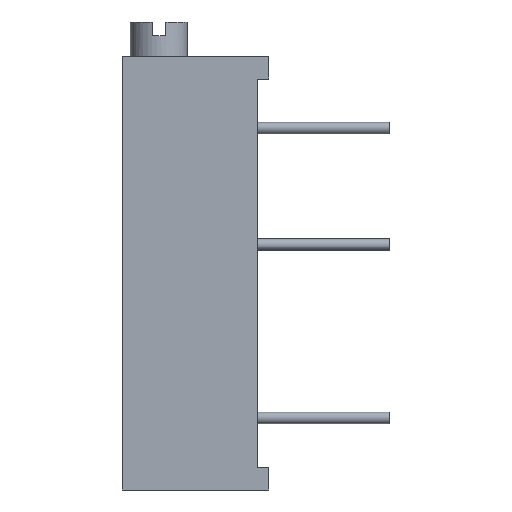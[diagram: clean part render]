
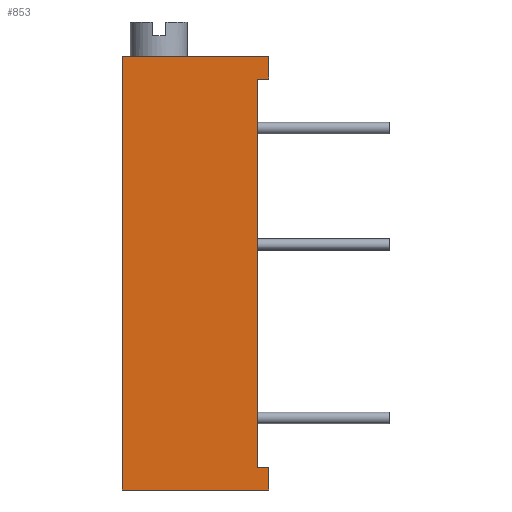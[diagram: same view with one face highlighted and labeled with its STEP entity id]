
A CAD part, left-side view. The second image highlights one B-rep face of the part: STEP entity #853.
In plain terms, the highlighted planar face has unit normal (-1, 0, 0).
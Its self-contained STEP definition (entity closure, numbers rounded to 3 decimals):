
#107=ORIENTED_EDGE('',*,*,#225,.F.);
#108=ORIENTED_EDGE('',*,*,#247,.F.);
#109=ORIENTED_EDGE('',*,*,#244,.F.);
#110=ORIENTED_EDGE('',*,*,#238,.F.);
#111=ORIENTED_EDGE('',*,*,#235,.F.);
#112=ORIENTED_EDGE('',*,*,#232,.F.);
#113=ORIENTED_EDGE('',*,*,#215,.F.);
#114=ORIENTED_EDGE('',*,*,#229,.F.);
#215=EDGE_CURVE('',#294,#295,#344,.T.);
#225=EDGE_CURVE('',#304,#305,#353,.T.);
#229=EDGE_CURVE('',#305,#294,#357,.T.);
#232=EDGE_CURVE('',#295,#309,#359,.T.);
#235=EDGE_CURVE('',#309,#311,#362,.T.);
#238=EDGE_CURVE('',#311,#313,#365,.T.);
#244=EDGE_CURVE('',#313,#318,#368,.T.);
#247=EDGE_CURVE('',#318,#304,#371,.T.);
#294=VERTEX_POINT('',#1295);
#295=VERTEX_POINT('',#1296);
#304=VERTEX_POINT('',#1317);
#305=VERTEX_POINT('',#1318);
#309=VERTEX_POINT('',#1331);
#311=VERTEX_POINT('',#1337);
#313=VERTEX_POINT('',#1343);
#318=VERTEX_POINT('',#1355);
#344=LINE('',#1294,#402);
#353=LINE('',#1316,#411);
#357=LINE('',#1325,#415);
#359=LINE('',#1330,#417);
#362=LINE('',#1336,#420);
#365=LINE('',#1342,#423);
#368=LINE('',#1354,#426);
#371=LINE('',#1360,#429);
#402=VECTOR('',#936,1000.);
#411=VECTOR('',#951,1000.);
#415=VECTOR('',#957,1000.);
#417=VECTOR('',#963,1000.);
#420=VECTOR('',#968,1000.);
#423=VECTOR('',#973,1000.);
#426=VECTOR('',#984,1000.);
#429=VECTOR('',#989,1000.);
#474=EDGE_LOOP('',(#107,#108,#109,#110,#111,#112,#113,#114));
#522=FACE_BOUND('',#474,.T.);
#563=PLANE('',#900);
#853=ADVANCED_FACE('',(#522),#563,.F.);
#900=AXIS2_PLACEMENT_3D('',#1363,#993,#994);
#936=DIRECTION('',(0.,0.,1.));
#951=DIRECTION('',(0.,0.,-1.));
#957=DIRECTION('',(0.,1.,0.));
#963=DIRECTION('',(0.,-1.,0.));
#968=DIRECTION('',(0.,0.,-1.));
#973=DIRECTION('',(0.,1.,0.));
#984=DIRECTION('',(0.,0.,-1.));
#989=DIRECTION('',(0.,-1.,0.));
#993=DIRECTION('',(1.,0.,0.));
#994=DIRECTION('',(0.,1.,0.));
#1294=CARTESIAN_POINT('',(-2.4,3.2,-9.5));
#1295=CARTESIAN_POINT('',(-2.4,3.2,-9.5));
#1296=CARTESIAN_POINT('',(-2.4,3.2,9.5));
#1316=CARTESIAN_POINT('',(-2.4,-3.2,-9.5));
#1317=CARTESIAN_POINT('',(-2.4,-3.2,-8.5));
#1318=CARTESIAN_POINT('',(-2.4,-3.2,-9.5));
#1325=CARTESIAN_POINT('',(-2.4,-3.2,-9.5));
#1330=CARTESIAN_POINT('',(-2.4,3.2,9.5));
#1331=CARTESIAN_POINT('',(-2.4,-3.2,9.5));
#1336=CARTESIAN_POINT('',(-2.4,-3.2,9.5));
#1337=CARTESIAN_POINT('',(-2.4,-3.2,8.5));
#1342=CARTESIAN_POINT('',(-2.4,-3.2,8.5));
#1343=CARTESIAN_POINT('',(-2.4,-2.7,8.5));
#1354=CARTESIAN_POINT('',(-2.4,-2.7,-8.5));
#1355=CARTESIAN_POINT('',(-2.4,-2.7,-8.5));
#1360=CARTESIAN_POINT('',(-2.4,-3.2,-8.5));
#1363=CARTESIAN_POINT('',(-2.4,0.,0.));
